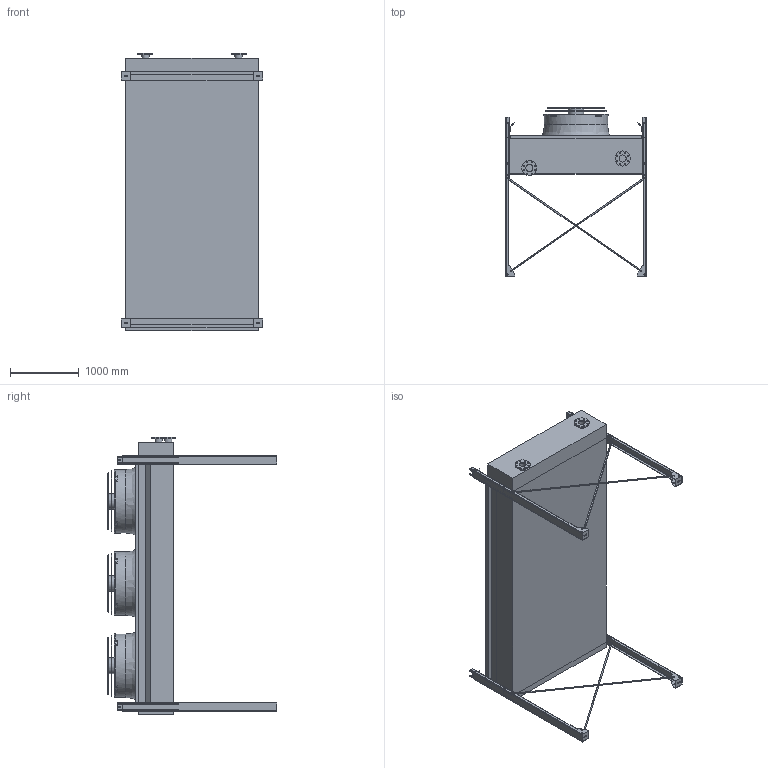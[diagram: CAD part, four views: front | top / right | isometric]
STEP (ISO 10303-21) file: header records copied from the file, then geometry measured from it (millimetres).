
FILE_DESCRIPTION (( 'STEP AP203' ), '1' );
FILE_NAME ('BOL__03M_HV_SS.STEP', '2017-03-24T10:04:25', ( 'Alfa Laval' ), ( 'Alfa Laval' ), 'SwSTEP 2.0', 'SolidWorks 2016', '' );
FILE_SCHEMA (( 'CONFIG_CONTROL_DESIGN' ));
Length unit declared in the file: millimetre
Products named in the file (5): BO_HV_LIGHT_BOCF_48T_M_3M_SS; BOFE_HV_LIGHT_BOL3M; BO_KIT FEET_LIGHT_BOL3M; BOFA_LIGHT_�910 IEC; BOL__03M_HV_SS
Assembly tree (6 placements, depth 2):
  BOL__03M_HV_SS
    BO_HV_LIGHT_BOCF_48T_M_3M_SS
    BOFE_HV_LIGHT_BOL3M
    BO_KIT FEET_LIGHT_BOL3M
    BOFA_LIGHT_�910 IEC  x3
Bounding box: 2060 x 2470 x 4050 mm (x, y, z)
Volume: 4856918669.6 mm3; surface area: 40409677.4 mm2
Topology: 66 solids, 69 shells, 1040 faces, 2676 edges, 1792 vertices
Faces by surface type: plane 478, cylinder 382, torus 159, cone 18, bspline 3
Full cylindrical faces by diameter (mm): 14 x44, 15 x24, 18 x24, 20 x12, 28 x12, 103 x2, 108 x2, 220 x2, 228 x3, 236 x3, 262.56 x3, 276 x3, 308 x3, 328 x3, 406.8 x3, 426.8 x3, 505.6 x3, 525.6 x3, 604.4 x3, 624.4 x3, 703.2 x3, 723.2 x3, 802 x3, 926 x3
Entity records: 23976 total; most frequent: CARTESIAN_POINT 6205, DIRECTION 3631, ORIENTED_EDGE 3252, EDGE_CURVE 1626, AXIS2_PLACEMENT_3D 1375, VERTEX_POINT 1166, EDGE_LOOP 1116, VECTOR 881
